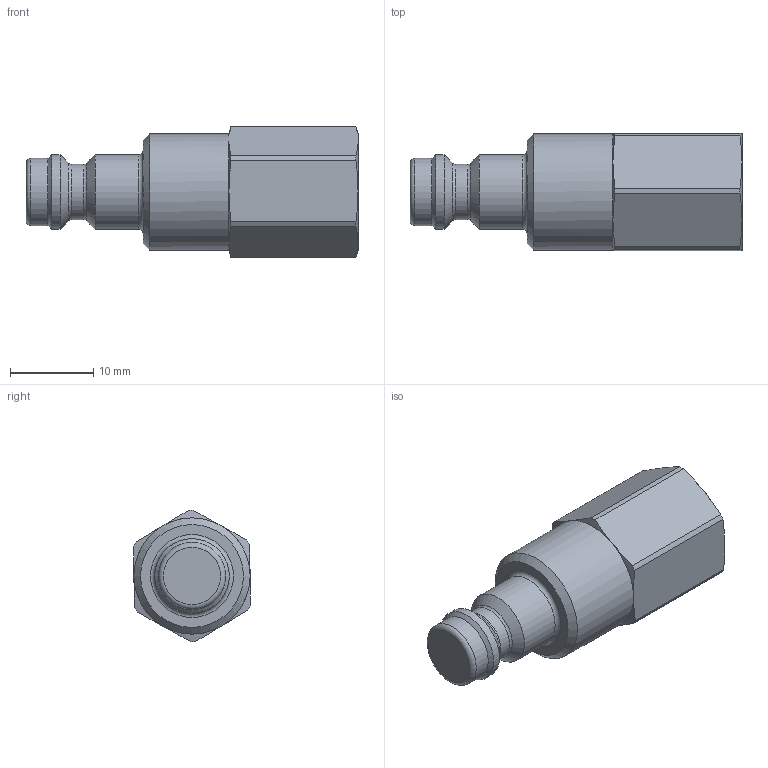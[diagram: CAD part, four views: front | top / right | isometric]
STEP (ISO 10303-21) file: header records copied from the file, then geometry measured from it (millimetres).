
FILE_DESCRIPTION((''),'2;1');
FILE_NAME('21sbiw10mpn.stp','2014-06-17T14:58:49',('IA176480'),(''),'Autodesk Inventor 2013','Autodesk Inventor 2013','');
FILE_SCHEMA(('AUTOMOTIVE_DESIGN { 1 0 10303 214 1 1 1 1 }'));
Length unit declared in the file: millimetre
Products named in the file (1): D106148
Bounding box: 40 x 14.12 x 15.8 mm (x, y, z)
Volume: 4490.2 mm3; surface area: 2099 mm2
Topology: 1 solids, 1 shells, 44 faces, 96 edges, 56 vertices
Faces by surface type: cone 18, cylinder 12, plane 10, torus 4
Full cylindrical faces by diameter (mm): 6.65 x1, 8.1 x1, 8.566 x1, 9 x2, 14 x1
Entity records: 1144 total; most frequent: CARTESIAN_POINT 225, DIRECTION 186, ORIENTED_EDGE 156, AXIS2_PLACEMENT_3D 87, EDGE_CURVE 78, EDGE_LOOP 62, VERTEX_POINT 54, FACE_OUTER_BOUND 44
